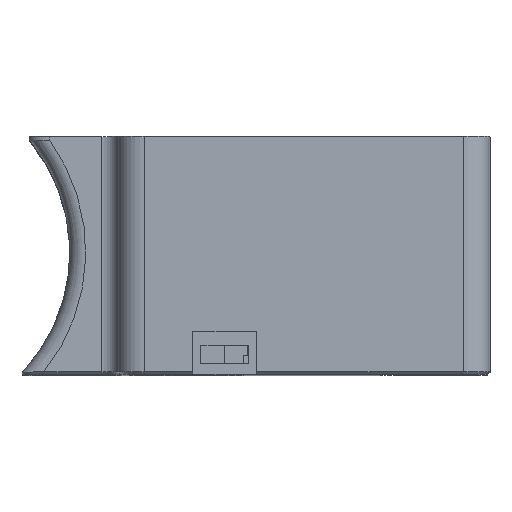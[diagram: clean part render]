
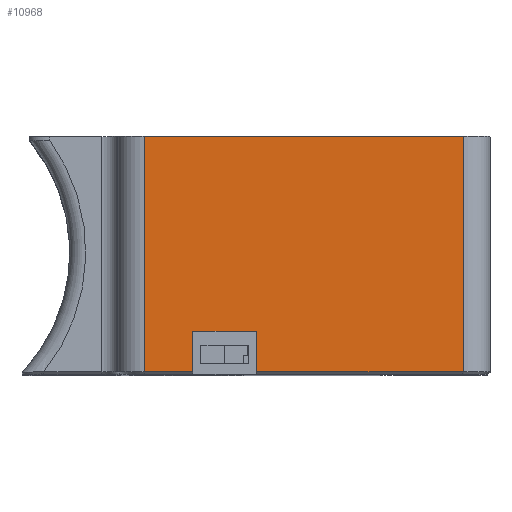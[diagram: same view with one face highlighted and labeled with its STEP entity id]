
A CAD part, top view. The second image highlights one B-rep face of the part: STEP entity #10968.
In plain terms, the highlighted planar face has unit normal (0, 0, 1).
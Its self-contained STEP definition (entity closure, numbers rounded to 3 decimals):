
#361=LINE('',#15864,#1650);
#973=LINE('',#17436,#2262);
#1077=LINE('',#17653,#2366);
#1078=LINE('',#17656,#2367);
#1228=LINE('',#17980,#2517);
#1229=LINE('',#17982,#2518);
#1230=LINE('',#17984,#2519);
#1231=LINE('',#17985,#2520);
#1650=VECTOR('',#12286,10.);
#2262=VECTOR('',#13562,10.);
#2366=VECTOR('',#13732,10.);
#2367=VECTOR('',#13735,10.);
#2517=VECTOR('',#14069,10.);
#2518=VECTOR('',#14072,10.);
#2519=VECTOR('',#14073,10.);
#2520=VECTOR('',#14074,10.);
#3099=PLANE('',#11708);
#3584=FACE_OUTER_BOUND('',#4200,.T.);
#4200=EDGE_LOOP('',(#9477,#9478,#9479,#9480,#9481,#9482,#9483,#9484));
#4935=VERTEX_POINT('',#15861);
#4936=VERTEX_POINT('',#15863);
#5438=VERTEX_POINT('',#17433);
#5439=VERTEX_POINT('',#17435);
#5519=VERTEX_POINT('',#17651);
#5520=VERTEX_POINT('',#17655);
#5578=VERTEX_POINT('',#17868);
#5597=VERTEX_POINT('',#17983);
#5993=EDGE_CURVE('',#4935,#4936,#361,.T.);
#6718=EDGE_CURVE('',#5439,#5438,#973,.T.);
#6830=EDGE_CURVE('',#5438,#5519,#1077,.T.);
#6831=EDGE_CURVE('',#5520,#5439,#1078,.T.);
#6992=EDGE_CURVE('',#4936,#5578,#1228,.T.);
#6993=EDGE_CURVE('',#5578,#5519,#1229,.T.);
#6994=EDGE_CURVE('',#5597,#4935,#1230,.T.);
#6995=EDGE_CURVE('',#5520,#5597,#1231,.T.);
#9477=ORIENTED_EDGE('',*,*,#6993,.F.);
#9478=ORIENTED_EDGE('',*,*,#6992,.F.);
#9479=ORIENTED_EDGE('',*,*,#5993,.F.);
#9480=ORIENTED_EDGE('',*,*,#6994,.F.);
#9481=ORIENTED_EDGE('',*,*,#6995,.F.);
#9482=ORIENTED_EDGE('',*,*,#6831,.T.);
#9483=ORIENTED_EDGE('',*,*,#6718,.T.);
#9484=ORIENTED_EDGE('',*,*,#6830,.T.);
#10968=ADVANCED_FACE('',(#3584),#3099,.T.);
#11708=AXIS2_PLACEMENT_3D('',#17981,#14070,#14071);
#12286=DIRECTION('',(1.,0.,0.));
#13562=DIRECTION('',(1.,0.,0.));
#13732=DIRECTION('',(0.,-1.,0.));
#13735=DIRECTION('',(0.,1.,0.));
#14069=DIRECTION('',(0.,-1.,0.));
#14070=DIRECTION('center_axis',(0.,0.,1.));
#14071=DIRECTION('ref_axis',(-1.,0.,0.));
#14072=DIRECTION('',(-1.,0.,0.));
#14073=DIRECTION('',(0.,1.,0.));
#14074=DIRECTION('',(-1.,0.,0.));
#15861=CARTESIAN_POINT('',(5.,42.75,127.5));
#15863=CARTESIAN_POINT('',(65.,42.75,127.5));
#15864=CARTESIAN_POINT('',(42.5,42.75,127.5));
#17433=CARTESIAN_POINT('',(26.104,6.147,127.5));
#17435=CARTESIAN_POINT('',(14.104,6.147,127.5));
#17436=CARTESIAN_POINT('',(28.302,6.147,127.5));
#17651=CARTESIAN_POINT('',(26.104,-1.5,127.5));
#17653=CARTESIAN_POINT('',(26.104,3.073,127.5));
#17655=CARTESIAN_POINT('',(14.104,-1.5,127.5));
#17656=CARTESIAN_POINT('',(14.104,-1.027,127.5));
#17868=CARTESIAN_POINT('',(65.,-1.5,127.5));
#17980=CARTESIAN_POINT('',(65.,0.,127.5));
#17981=CARTESIAN_POINT('Origin',(42.5,0.,127.5));
#17982=CARTESIAN_POINT('',(38.75,-1.5,127.5));
#17983=CARTESIAN_POINT('',(5.,-1.5,127.5));
#17984=CARTESIAN_POINT('',(5.,0.,127.5));
#17985=CARTESIAN_POINT('',(38.75,-1.5,127.5));
